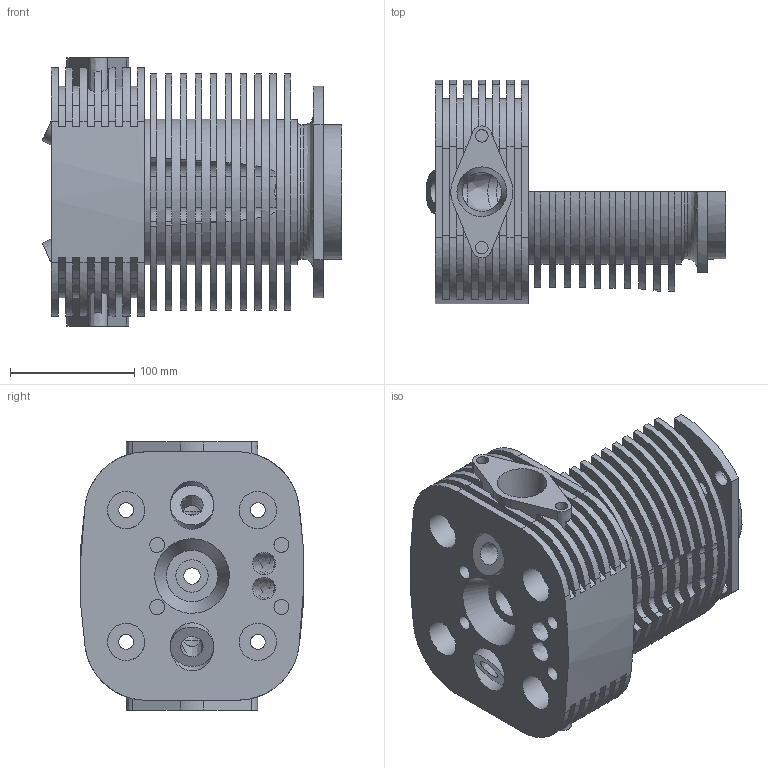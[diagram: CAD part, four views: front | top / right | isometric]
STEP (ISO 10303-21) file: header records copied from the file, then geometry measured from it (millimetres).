
FILE_DESCRIPTION(('produced by SPATIAL CORP'),'2;1');
FILE_NAME('Part10.hh.sat.stp', '2002-04-22T11:45:58+00:00',('SPATIAL CORP'),('SPATIAL CORP'), 'ACIS STEP Husk','http://www.spatial.com','SPATIAL CORP');
FILE_SCHEMA(('CONFIG_CONTROL_DESIGN'));
Length unit declared in the file: millimetre
Products named in the file (1): PRODUCT_ID_1
Bounding box: 241.39 x 180.3 x 216 mm (x, y, z)
Volume: 2478674.4 mm3; surface area: 445639.6 mm2
Topology: 2 solids, 2 shells, 342 faces, 952 edges, 630 vertices
Faces by surface type: bspline 342
Entity records: 12053 total; most frequent: CARTESIAN_POINT 6642, ORIENTED_EDGE 1904, EDGE_CURVE 952, VERTEX_POINT 630, B_SPLINE_CURVE_WITH_KNOTS 507, EDGE_LOOP 424, FACE_BOUND 424, ADVANCED_FACE 342
